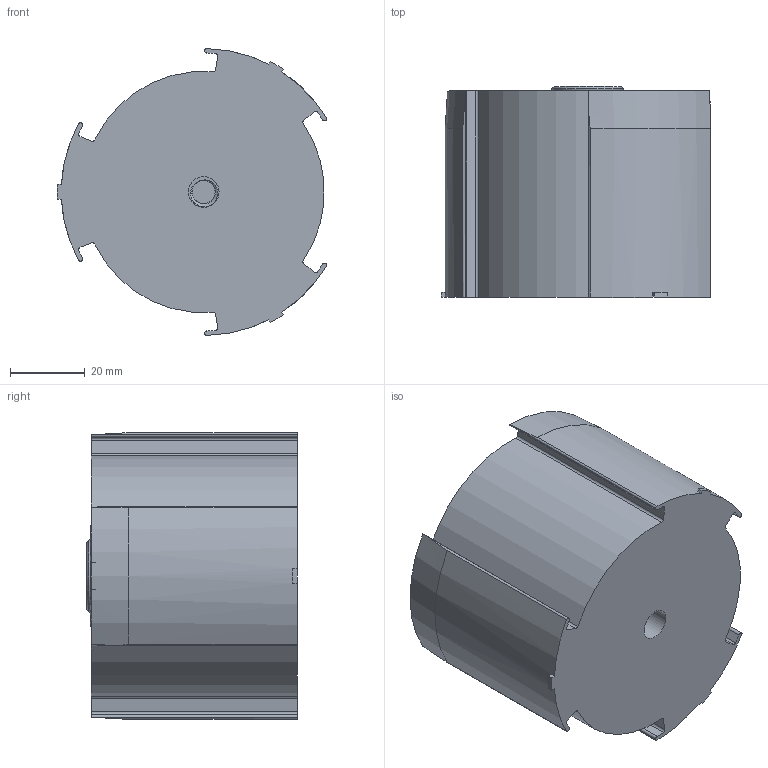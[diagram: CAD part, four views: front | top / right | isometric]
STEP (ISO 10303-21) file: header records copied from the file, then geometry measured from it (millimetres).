
FILE_DESCRIPTION(/* description */ (''),/* implementation_level */ '2;1');
FILE_NAME(/* name */ 'ettimandl_Spule_v2.step',/* time_stamp */ '2020-10-18T03:32:02+02:00',/* author */ (''),/* organization */ (''),/* preprocessor_version */ 'ST-DEVELOPER v18.1',/* originating_system */ 'Autodesk Translation Framework v9.3.0.1241',/* authorisation */ '');
FILE_SCHEMA (('AUTOMOTIVE_DESIGN { 1 0 10303 214 3 1 1 }'));
Length unit declared in the file: millimetre
Products named in the file (6): ettimandl_Spule_v2; Federscheibe; Sicherungs-Mutter; Spule; Schraube; Deckel
Assembly tree (5 placements, depth 2):
  ettimandl_Spule_v2
    Federscheibe
    Sicherungs-Mutter
    Spule
    Schraube
    Deckel
Bounding box: 71.86 x 56.2 x 76.49 mm (x, y, z)
Volume: 52424.6 mm3; surface area: 67970.3 mm2
Topology: 6 solids, 6 shells, 372 faces, 962 edges, 616 vertices
Faces by surface type: cylinder 180, plane 107, torus 35, cone 21, sphere 15, bspline 14
Full cylindrical faces by diameter (mm): 6.106 x1, 6.376 x5, 8 x4, 8.2 x2, 8.219 x1, 10 x1, 14.938 x1, 15.519 x1, 17.39 x1, 18.093 x2, 18.7 x1, 19.5 x1
Entity records: 15912 total; most frequent: CARTESIAN_POINT 6658, DIRECTION 1955, ORIENTED_EDGE 1924, EDGE_CURVE 962, AXIS2_PLACEMENT_3D 796, VERTEX_POINT 616, CIRCLE 425, EDGE_LOOP 396
